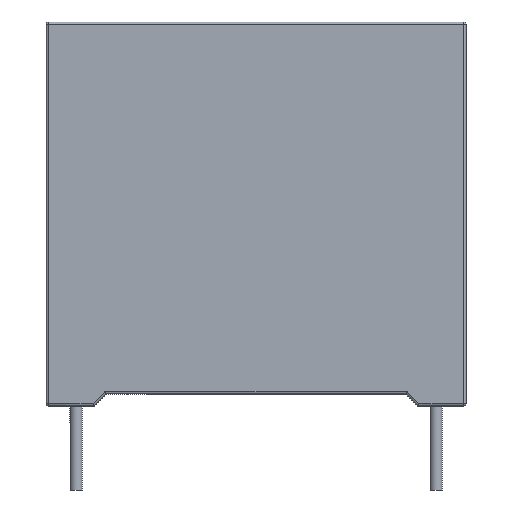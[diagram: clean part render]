
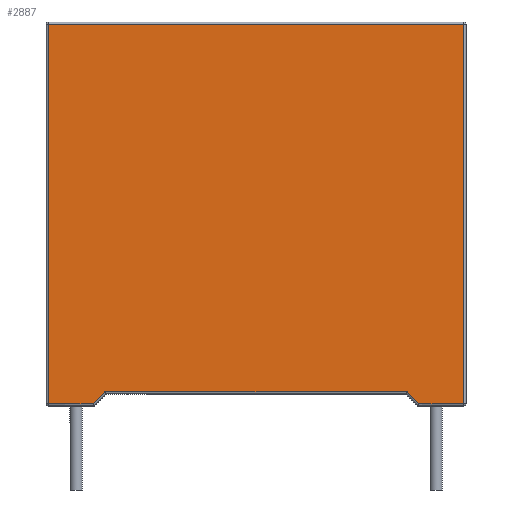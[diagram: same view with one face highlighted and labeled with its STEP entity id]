
A CAD part, front view. The second image highlights one B-rep face of the part: STEP entity #2887.
In plain terms, the highlighted planar face has unit normal (0, -1, 0).
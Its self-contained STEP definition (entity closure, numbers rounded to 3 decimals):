
#177 = EDGE_CURVE ( 'NONE', #4997, #7630, #6307, .T. ) ;
#280 = DIRECTION ( 'NONE',  ( 0., 0., -1. ) ) ;
#421 = DIRECTION ( 'NONE',  ( 0., 0., 1. ) ) ;
#461 = EDGE_CURVE ( 'NONE', #10081, #8466, #3188, .T. ) ;
#914 = LINE ( 'NONE', #8144, #5312 ) ;
#1075 = CARTESIAN_POINT ( 'NONE',  ( 6.292, 0., -7.4 ) ) ;
#1281 = VECTOR ( 'NONE', #3204, 1000. ) ;
#1333 = CARTESIAN_POINT ( 'NONE',  ( 8.65, 0., -7.9 ) ) ;
#1591 = EDGE_LOOP ( 'NONE', ( #6322, #2087, #10783, #1609, #12206, #2625, #4825, #2369 ) ) ;
#1609 = ORIENTED_EDGE ( 'NONE', *, *, #13145, .T. ) ;
#1787 = VECTOR ( 'NONE', #10080, 1000. ) ;
#2087 = ORIENTED_EDGE ( 'NONE', *, *, #6029, .T. ) ;
#2279 = CARTESIAN_POINT ( 'NONE',  ( 0., 0., -7.9 ) ) ;
#2369 = ORIENTED_EDGE ( 'NONE', *, *, #7827, .T. ) ;
#2625 = ORIENTED_EDGE ( 'NONE', *, *, #2968, .T. ) ;
#2829 = LINE ( 'NONE', #12144, #10108 ) ;
#2887 = ADVANCED_FACE ( 'NONE', ( #4553 ), #7727, .F. ) ;
#2968 = EDGE_CURVE ( 'NONE', #7630, #10081, #4072, .T. ) ;
#3188 = LINE ( 'NONE', #2279, #10996 ) ;
#3204 = DIRECTION ( 'NONE',  ( 1., 0., 0. ) ) ;
#3221 = VERTEX_POINT ( 'NONE', #5890 ) ;
#3816 = VECTOR ( 'NONE', #280, 1000. ) ;
#4072 = LINE ( 'NONE', #5084, #6466 ) ;
#4119 = DIRECTION ( 'NONE',  ( 1., 0., 0. ) ) ;
#4326 = LINE ( 'NONE', #11404, #3816 ) ;
#4553 = FACE_OUTER_BOUND ( 'NONE', #1591, .T. ) ;
#4825 = ORIENTED_EDGE ( 'NONE', *, *, #461, .T. ) ;
#4997 = VERTEX_POINT ( 'NONE', #6049 ) ;
#5084 = CARTESIAN_POINT ( 'NONE',  ( -0.489, 0., -0.479 ) ) ;
#5312 = VECTOR ( 'NONE', #6113, 1000. ) ;
#5779 = EDGE_CURVE ( 'NONE', #6843, #12357, #914, .T. ) ;
#5802 = CARTESIAN_POINT ( 'NONE',  ( 8.65, 0., 0. ) ) ;
#5890 = CARTESIAN_POINT ( 'NONE',  ( -8.65, 0., 7.9 ) ) ;
#5983 = EDGE_CURVE ( 'NONE', #9589, #3221, #2829, .T. ) ;
#6029 = EDGE_CURVE ( 'NONE', #3221, #6843, #4326, .T. ) ;
#6049 = CARTESIAN_POINT ( 'NONE',  ( -6.292, 0., -7.4 ) ) ;
#6113 = DIRECTION ( 'NONE',  ( 1., 0., 0. ) ) ;
#6307 = LINE ( 'NONE', #12678, #1281 ) ;
#6322 = ORIENTED_EDGE ( 'NONE', *, *, #5983, .T. ) ;
#6466 = VECTOR ( 'NONE', #12552, 1000. ) ;
#6501 = CARTESIAN_POINT ( 'NONE',  ( 0.489, 0., -0.479 ) ) ;
#6843 = VERTEX_POINT ( 'NONE', #11591 ) ;
#7034 = DIRECTION ( 'NONE',  ( -1., 0., 0. ) ) ;
#7516 = CARTESIAN_POINT ( 'NONE',  ( -6.782, 0., -7.9 ) ) ;
#7523 = CARTESIAN_POINT ( 'NONE',  ( 0., 0., 0. ) ) ;
#7630 = VERTEX_POINT ( 'NONE', #1075 ) ;
#7727 = PLANE ( 'NONE',  #9733 ) ;
#7827 = EDGE_CURVE ( 'NONE', #8466, #9589, #11108, .T. ) ;
#8144 = CARTESIAN_POINT ( 'NONE',  ( 0., 0., -7.9 ) ) ;
#8163 = VECTOR ( 'NONE', #10807, 1000. ) ;
#8466 = VERTEX_POINT ( 'NONE', #1333 ) ;
#9589 = VERTEX_POINT ( 'NONE', #9898 ) ;
#9733 = AXIS2_PLACEMENT_3D ( 'NONE', #7523, #10811, #421 ) ;
#9898 = CARTESIAN_POINT ( 'NONE',  ( 8.65, 0., 7.9 ) ) ;
#10080 = DIRECTION ( 'NONE',  ( 0., 0., 1. ) ) ;
#10081 = VERTEX_POINT ( 'NONE', #10461 ) ;
#10108 = VECTOR ( 'NONE', #7034, 1000. ) ;
#10461 = CARTESIAN_POINT ( 'NONE',  ( 6.782, 0., -7.9 ) ) ;
#10783 = ORIENTED_EDGE ( 'NONE', *, *, #5779, .T. ) ;
#10807 = DIRECTION ( 'NONE',  ( 0.7, 0., 0.714 ) ) ;
#10811 = DIRECTION ( 'NONE',  ( 0., 1., 0. ) ) ;
#10996 = VECTOR ( 'NONE', #4119, 1000. ) ;
#11108 = LINE ( 'NONE', #5802, #1787 ) ;
#11404 = CARTESIAN_POINT ( 'NONE',  ( -8.65, 0., 0. ) ) ;
#11591 = CARTESIAN_POINT ( 'NONE',  ( -8.65, 0., -7.9 ) ) ;
#11877 = LINE ( 'NONE', #6501, #8163 ) ;
#12144 = CARTESIAN_POINT ( 'NONE',  ( 0., 0., 7.9 ) ) ;
#12206 = ORIENTED_EDGE ( 'NONE', *, *, #177, .T. ) ;
#12357 = VERTEX_POINT ( 'NONE', #7516 ) ;
#12552 = DIRECTION ( 'NONE',  ( 0.7, 0., -0.714 ) ) ;
#12678 = CARTESIAN_POINT ( 'NONE',  ( 0., 0., -7.4 ) ) ;
#13145 = EDGE_CURVE ( 'NONE', #12357, #4997, #11877, .T. ) ;
